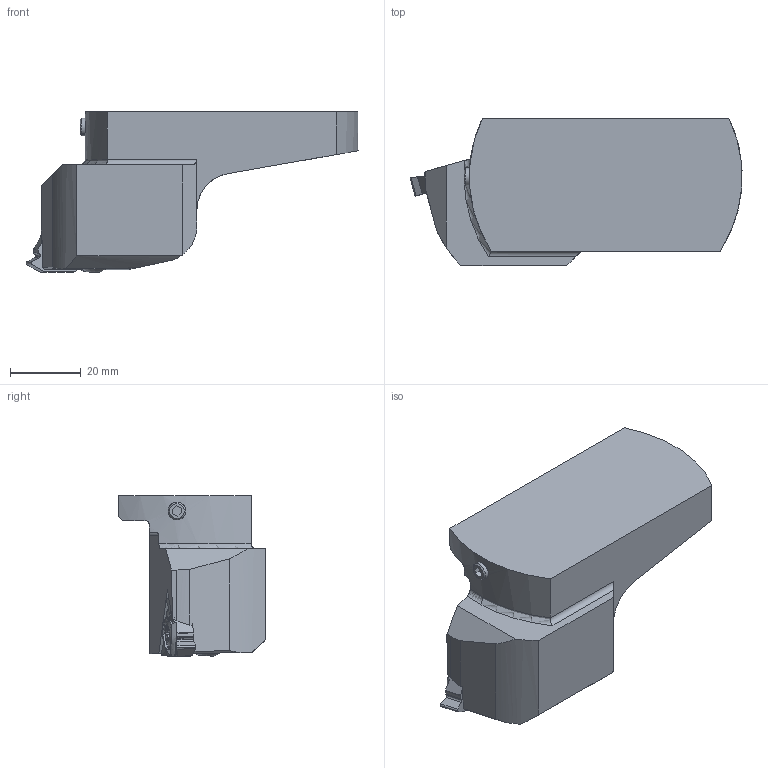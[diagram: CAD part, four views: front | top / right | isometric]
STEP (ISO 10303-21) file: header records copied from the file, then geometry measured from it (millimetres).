
FILE_DESCRIPTION(/* description */ (''),/* implementation_level */ '2;1');
FILE_NAME(/* name */ '1590637328517.stp',/* time_stamp */ '2020-05-28T09:12:27+06:00',/* author */ (''),/* organization */ ('SMS'),/* preprocessor_version */ 'ST-DEVELOPER v16.7',/* originating_system */ 'SIEMENS PLM Software NX 12.0',/* authorisation */ '');
FILE_SCHEMA (('AUTOMOTIVE_DESIGN { 1 0 10303 214 3 1 1 1 }'));
Length unit declared in the file: millimetre
Products named in the file (4): ASSEMBLY_CONSTRUCTION; 202953200mod000_00; 202953215mod000_00; 202953214mod000_00
Assembly tree (3 placements, depth 2):
  202953214mod000_00
    202953215mod000_00
    202953200mod000_00
    ASSEMBLY_CONSTRUCTION
Bounding box: 93.7 x 41.5 x 45.32 mm (x, y, z)
Volume: 72477.6 mm3; surface area: 13701.4 mm2
Topology: 2 solids, 2 shells, 263 faces, 688 edges, 429 vertices
Faces by surface type: plane 100, cylinder 70, bspline 40, cone 18, sphere 13, extrusion 12, torus 10
Full cylindrical faces by diameter (mm): 4.5 x1, 5.7 x1, 7.15 x1
Entity records: 10580 total; most frequent: CARTESIAN_POINT 4397, ORIENTED_EDGE 1314, DIRECTION 1176, EDGE_CURVE 657, AXIS2_PLACEMENT_3D 436, VERTEX_POINT 415, VECTOR 304, LINE 292
